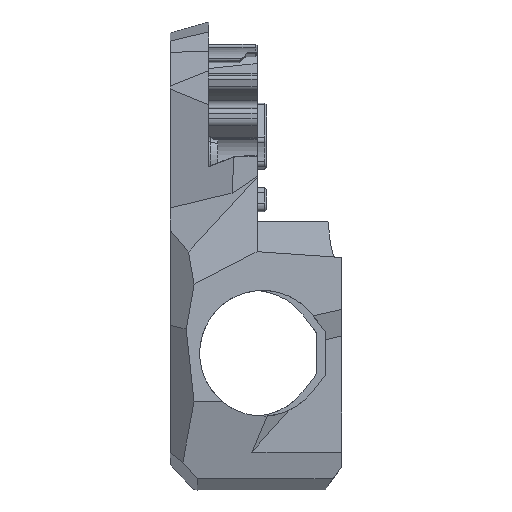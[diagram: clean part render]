
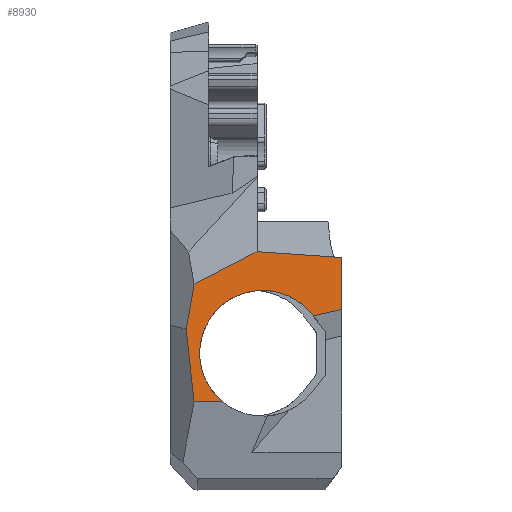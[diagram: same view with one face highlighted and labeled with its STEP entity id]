
A CAD part, front view. The second image highlights one B-rep face of the part: STEP entity #8930.
In plain terms, the highlighted planar face has unit normal (0, -0.999, 0.043).
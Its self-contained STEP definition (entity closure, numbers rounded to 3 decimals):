
#43=ELLIPSE('',#9412,13.262,13.25);
#723=FACE_OUTER_BOUND('',#1231,.T.);
#1231=EDGE_LOOP('',(#6669,#6670,#6671,#6672,#6673,#6674,#6675,#6676,#6677,
#6678));
#1755=LINE('',#12950,#2741);
#1990=LINE('',#16762,#2976);
#2024=LINE('',#16879,#3010);
#2025=LINE('',#16880,#3011);
#2026=LINE('',#16882,#3012);
#2027=LINE('',#16884,#3013);
#2028=LINE('',#16886,#3014);
#2029=LINE('',#16888,#3015);
#2030=LINE('',#16889,#3016);
#2741=VECTOR('',#10343,1000.);
#2976=VECTOR('',#11002,1000.);
#3010=VECTOR('',#11132,1000.);
#3011=VECTOR('',#11133,1000.);
#3012=VECTOR('',#11134,1000.);
#3013=VECTOR('',#11135,1000.);
#3014=VECTOR('',#11136,1000.);
#3015=VECTOR('',#11137,1000.);
#3016=VECTOR('',#11138,1000.);
#3695=VERTEX_POINT('',#12947);
#3696=VERTEX_POINT('',#12949);
#3798=VERTEX_POINT('',#13346);
#3799=VERTEX_POINT('',#13348);
#4013=VERTEX_POINT('',#16679);
#4085=VERTEX_POINT('',#16878);
#4086=VERTEX_POINT('',#16881);
#4087=VERTEX_POINT('',#16883);
#4088=VERTEX_POINT('',#16885);
#4089=VERTEX_POINT('',#16887);
#4596=EDGE_CURVE('',#3696,#3695,#1755,.T.);
#4717=EDGE_CURVE('',#3798,#3799,#43,.T.);
#5014=EDGE_CURVE('',#3695,#4013,#1990,.T.);
#5072=EDGE_CURVE('',#4085,#3798,#2024,.T.);
#5073=EDGE_CURVE('',#4085,#3696,#2025,.T.);
#5074=EDGE_CURVE('',#4013,#4086,#2026,.T.);
#5075=EDGE_CURVE('',#4086,#4087,#2027,.T.);
#5076=EDGE_CURVE('',#4087,#4088,#2028,.T.);
#5077=EDGE_CURVE('',#4088,#4089,#2029,.T.);
#5078=EDGE_CURVE('',#4089,#3799,#2030,.T.);
#6669=ORIENTED_EDGE('',*,*,#5072,.F.);
#6670=ORIENTED_EDGE('',*,*,#5073,.T.);
#6671=ORIENTED_EDGE('',*,*,#4596,.T.);
#6672=ORIENTED_EDGE('',*,*,#5014,.T.);
#6673=ORIENTED_EDGE('',*,*,#5074,.T.);
#6674=ORIENTED_EDGE('',*,*,#5075,.T.);
#6675=ORIENTED_EDGE('',*,*,#5076,.T.);
#6676=ORIENTED_EDGE('',*,*,#5077,.T.);
#6677=ORIENTED_EDGE('',*,*,#5078,.T.);
#6678=ORIENTED_EDGE('',*,*,#4717,.F.);
#8540=PLANE('',#9615);
#8930=ADVANCED_FACE('',(#723),#8540,.F.);
#9412=AXIS2_PLACEMENT_3D('',#13349,#10530,#10531);
#9615=AXIS2_PLACEMENT_3D('',#16877,#11130,#11131);
#10343=DIRECTION('',(0.,0.043,0.999));
#10530=DIRECTION('center_axis',(0.,-0.999,
0.043));
#10531=DIRECTION('ref_axis',(0.,-0.043,-0.999));
#11002=DIRECTION('',(-0.998,0.003,0.069));
#11130=DIRECTION('center_axis',(0.,0.999,
-0.043));
#11131=DIRECTION('ref_axis',(-1.,0.,0.));
#11132=DIRECTION('',(-0.608,0.034,0.793));
#11133=DIRECTION('',(0.977,0.009,0.212));
#11134=DIRECTION('',(-0.998,0.003,0.069));
#11135=DIRECTION('',(-0.889,-0.019,-0.457));
#11136=DIRECTION('',(-0.173,-0.042,-0.984));
#11137=DIRECTION('',(0.108,-0.042,-0.993));
#11138=DIRECTION('',(1.,0.,0.));
#12947=CARTESIAN_POINT('',(16.2,-27.683,27.959));
#12949=CARTESIAN_POINT('',(16.2,-28.149,17.005));
#12950=CARTESIAN_POINT('',(16.2,-28.538,7.875));
#13346=CARTESIAN_POINT('',(10.032,-28.198,15.86));
#13348=CARTESIAN_POINT('',(-9.001,-28.973,-2.353));
#13349=CARTESIAN_POINT('Origin',(-0.48,-28.542,7.794));
#16679=CARTESIAN_POINT('',(-1.65,-27.631,29.185));
#16762=CARTESIAN_POINT('',(1.908,-27.641,28.941));
#16877=CARTESIAN_POINT('Origin',(21.119,-28.538,7.875));
#16878=CARTESIAN_POINT('',(10.157,-28.205,15.697));
#16879=CARTESIAN_POINT('',(12.459,-28.333,12.697));
#16880=CARTESIAN_POINT('',(20.298,-28.112,17.893));
#16881=CARTESIAN_POINT('',(-1.654,-27.631,29.186));
#16882=CARTESIAN_POINT('',(1.908,-27.641,28.941));
#16883=CARTESIAN_POINT('',(-14.898,-27.921,22.375));
#16884=CARTESIAN_POINT('',(-3.737,-27.677,28.115));
#16885=CARTESIAN_POINT('',(-16.575,-28.326,12.857));
#16886=CARTESIAN_POINT('',(-17.058,-28.443,10.119));
#16887=CARTESIAN_POINT('',(-14.915,-28.973,-2.353));
#16888=CARTESIAN_POINT('',(-15.907,-28.587,6.729));
#16889=CARTESIAN_POINT('',(21.119,-28.973,-2.353));
